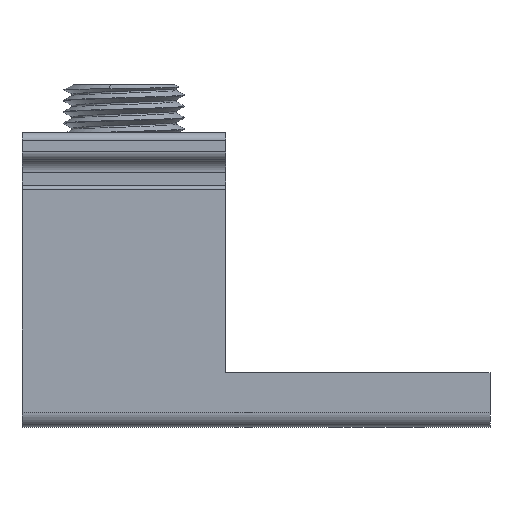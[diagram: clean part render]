
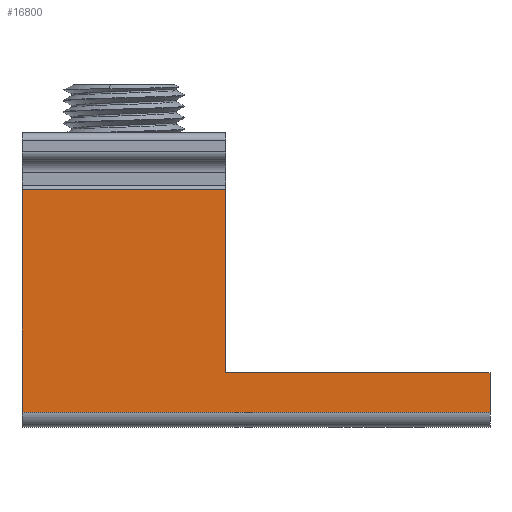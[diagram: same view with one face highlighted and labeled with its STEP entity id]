
A CAD part, front view. The second image highlights one B-rep face of the part: STEP entity #16800.
In plain terms, the highlighted planar face has unit normal (0, -1, 0).
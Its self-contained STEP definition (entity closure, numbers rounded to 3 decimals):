
#2040=CARTESIAN_POINT('',(32.,-13.,-17.5));
#2050=VERTEX_POINT('',#2040);
#2080=CARTESIAN_POINT('',(32.,-13.,-12.25));
#2090=DIRECTION('',(0.,0.,-1.));
#2100=VECTOR('',#2090,1.);
#2110=LINE('',#2080,#2100);
#2120=CARTESIAN_POINT('',(32.,-13.,-12.25));
#2130=VERTEX_POINT('',#2120);
#2140=EDGE_CURVE('',#2130,#2050,#2110,.T.);
#6260=CARTESIAN_POINT('',(-3.,-13.,-12.25));
#6270=VERTEX_POINT('',#6260);
#6300=CARTESIAN_POINT('',(-3.,-13.,12.));
#6310=DIRECTION('',(0.,0.,-1.));
#6320=VECTOR('',#6310,1.);
#6330=LINE('',#6300,#6320);
#6340=CARTESIAN_POINT('',(-3.,-13.,12.));
#6350=VERTEX_POINT('',#6340);
#6360=EDGE_CURVE('',#6350,#6270,#6330,.T.);
#9160=CARTESIAN_POINT('',(-30.,-13.,12.));
#9170=VERTEX_POINT('',#9160);
#9200=CARTESIAN_POINT('',(-30.,-13.,-17.5));
#9210=DIRECTION('',(0.,0.,1.));
#9220=VECTOR('',#9210,1.);
#9230=LINE('',#9200,#9220);
#9240=CARTESIAN_POINT('',(-30.,-13.,-17.5));
#9250=VERTEX_POINT('',#9240);
#9260=EDGE_CURVE('',#9250,#9170,#9230,.T.);
#16460=CARTESIAN_POINT('',(32.,-13.,-17.5));
#16470=DIRECTION('',(-1.,0.,0.));
#16480=VECTOR('',#16470,1.);
#16490=LINE('',#16460,#16480);
#16500=EDGE_CURVE('',#2050,#9250,#16490,.T.);
#16570=CARTESIAN_POINT('',(-42.,-13.,-17.5));
#16580=DIRECTION('',(0.,-1.,0.));
#16590=DIRECTION('',(0.,0.,-1.));
#16600=AXIS2_PLACEMENT_3D('',#16570,#16580,#16590);
#16610=PLANE('',#16600);
#16620=ORIENTED_EDGE('',*,*,#9260,.F.);
#16630=CARTESIAN_POINT('',(-30.,-13.,12.));
#16640=DIRECTION('',(1.,0.,0.));
#16650=VECTOR('',#16640,1.);
#16660=LINE('',#16630,#16650);
#16670=EDGE_CURVE('',#9170,#6350,#16660,.T.);
#16680=ORIENTED_EDGE('',*,*,#16670,.F.);
#16690=ORIENTED_EDGE('',*,*,#6360,.F.);
#16700=CARTESIAN_POINT('',(-3.,-13.,-12.25));
#16710=DIRECTION('',(1.,0.,0.));
#16720=VECTOR('',#16710,1.);
#16730=LINE('',#16700,#16720);
#16740=EDGE_CURVE('',#6270,#2130,#16730,.T.);
#16750=ORIENTED_EDGE('',*,*,#16740,.F.);
#16760=ORIENTED_EDGE('',*,*,#2140,.F.);
#16770=ORIENTED_EDGE('',*,*,#16500,.F.);
#16780=EDGE_LOOP('',(#16770,#16760,#16750,#16690,#16680,#16620));
#16790=FACE_OUTER_BOUND('',#16780,.T.);
#16800=ADVANCED_FACE('',(#16790),#16610,.T.);
